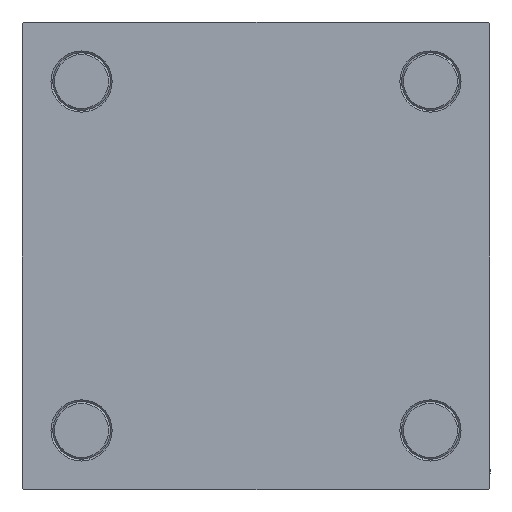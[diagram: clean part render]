
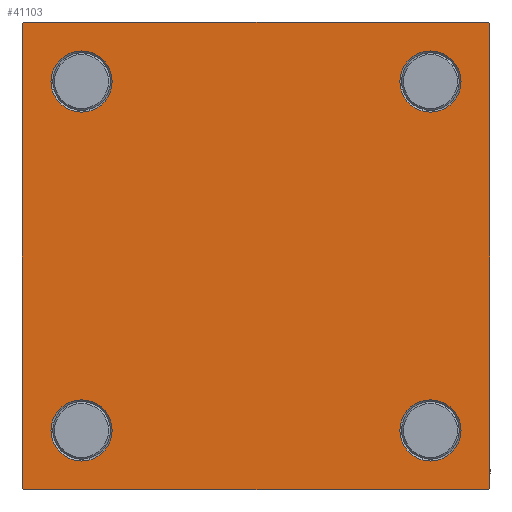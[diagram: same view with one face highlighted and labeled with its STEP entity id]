
A CAD part, left-side view. The second image highlights one B-rep face of the part: STEP entity #41103.
In plain terms, the highlighted planar face has unit normal (-1, 0, 0).
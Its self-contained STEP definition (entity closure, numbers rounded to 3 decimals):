
#782 = AXIS2_PLACEMENT_3D ( 'NONE', #36379, #28239, #43802 ) ;
#1055 = CARTESIAN_POINT ( 'NONE',  ( 0., 65., 65. ) ) ;
#1355 = VECTOR ( 'NONE', #9993, 1000. ) ;
#1572 = AXIS2_PLACEMENT_3D ( 'NONE', #32025, #28718, #28963 ) ;
#2072 = LINE ( 'NONE', #33158, #38587 ) ;
#2223 = FACE_OUTER_BOUND ( 'NONE', #26920, .T. ) ;
#2417 = CIRCLE ( 'NONE', #782, 8.5 ) ;
#2491 = AXIS2_PLACEMENT_3D ( 'NONE', #7841, #7095, #26227 ) ;
#2620 = EDGE_LOOP ( 'NONE', ( #9411, #44534 ) ) ;
#2804 = CIRCLE ( 'NONE', #31298, 8.5 ) ;
#3655 = CARTESIAN_POINT ( 'NONE',  ( 0., -65., -64.5 ) ) ;
#3798 = AXIS2_PLACEMENT_3D ( 'NONE', #43068, #46152, #42314 ) ;
#4472 = LINE ( 'NONE', #12389, #38032 ) ;
#4563 = VERTEX_POINT ( 'NONE', #23457 ) ;
#4578 = LINE ( 'NONE', #24475, #12944 ) ;
#4713 = CARTESIAN_POINT ( 'NONE',  ( 0., 64.5, 65. ) ) ;
#5349 = VERTEX_POINT ( 'NONE', #13315 ) ;
#6015 = CIRCLE ( 'NONE', #12552, 8.5 ) ;
#6452 = CARTESIAN_POINT ( 'NONE',  ( 0., 64.75, -64.75 ) ) ;
#6586 = VERTEX_POINT ( 'NONE', #12086 ) ;
#6730 = ORIENTED_EDGE ( 'NONE', *, *, #42586, .F. ) ;
#7095 = DIRECTION ( 'NONE',  ( 1., 0., 0. ) ) ;
#7574 = CARTESIAN_POINT ( 'NONE',  ( 0., 65., -64.5 ) ) ;
#7838 = AXIS2_PLACEMENT_3D ( 'NONE', #13242, #37174, #29035 ) ;
#7841 = CARTESIAN_POINT ( 'NONE',  ( 0., -48.45, -48.45 ) ) ;
#8218 = EDGE_CURVE ( 'NONE', #48772, #35854, #39006, .T. ) ;
#9049 = VERTEX_POINT ( 'NONE', #44480 ) ;
#9143 = ORIENTED_EDGE ( 'NONE', *, *, #47296, .T. ) ;
#9411 = ORIENTED_EDGE ( 'NONE', *, *, #29186, .T. ) ;
#9481 = LINE ( 'NONE', #45434, #1355 ) ;
#9795 = VERTEX_POINT ( 'NONE', #24106 ) ;
#9993 = DIRECTION ( 'NONE',  ( 0., 0., -1. ) ) ;
#10657 = EDGE_CURVE ( 'NONE', #4563, #10984, #6015, .T. ) ;
#10984 = VERTEX_POINT ( 'NONE', #34604 ) ;
#11016 = DIRECTION ( 'NONE',  ( 0., 0., 1. ) ) ;
#11247 = ORIENTED_EDGE ( 'NONE', *, *, #25989, .T. ) ;
#11551 = EDGE_LOOP ( 'NONE', ( #40961, #45819 ) ) ;
#12086 = CARTESIAN_POINT ( 'NONE',  ( 0., -65., 64.5 ) ) ;
#12336 = LINE ( 'NONE', #28131, #32404 ) ;
#12389 = CARTESIAN_POINT ( 'NONE',  ( 0., 65., -65. ) ) ;
#12552 = AXIS2_PLACEMENT_3D ( 'NONE', #23186, #31575, #50223 ) ;
#12944 = VECTOR ( 'NONE', #31360, 1000. ) ;
#13203 = FACE_BOUND ( 'NONE', #29342, .T. ) ;
#13242 = CARTESIAN_POINT ( 'NONE',  ( 0., -48.45, 48.45 ) ) ;
#13261 = ORIENTED_EDGE ( 'NONE', *, *, #15427, .T. ) ;
#13315 = CARTESIAN_POINT ( 'NONE',  ( 0., -48.45, -39.95 ) ) ;
#13452 = CARTESIAN_POINT ( 'NONE',  ( 0., 0., 0. ) ) ;
#13769 = EDGE_CURVE ( 'NONE', #6586, #27086, #2072, .T. ) ;
#15383 = CIRCLE ( 'NONE', #43069, 8.5 ) ;
#15427 = EDGE_CURVE ( 'NONE', #10984, #4563, #42850, .T. ) ;
#15516 = CARTESIAN_POINT ( 'NONE',  ( 0., -64.5, 65. ) ) ;
#15906 = CARTESIAN_POINT ( 'NONE',  ( 0., 48.45, 39.95 ) ) ;
#16097 = DIRECTION ( 'NONE',  ( 0., 0., -1. ) ) ;
#16165 = CARTESIAN_POINT ( 'NONE',  ( 0., 48.45, -56.95 ) ) ;
#16997 = EDGE_CURVE ( 'NONE', #36712, #29012, #33110, .T. ) ;
#17312 = VERTEX_POINT ( 'NONE', #7574 ) ;
#19531 = DIRECTION ( 'NONE',  ( 0., -1., 0. ) ) ;
#20228 = EDGE_CURVE ( 'NONE', #27587, #23895, #12336, .T. ) ;
#20923 = LINE ( 'NONE', #1055, #33097 ) ;
#21342 = FACE_BOUND ( 'NONE', #11551, .T. ) ;
#22488 = LINE ( 'NONE', #6452, #25850 ) ;
#23186 = CARTESIAN_POINT ( 'NONE',  ( 0., -48.45, 48.45 ) ) ;
#23457 = CARTESIAN_POINT ( 'NONE',  ( 0., -48.45, 39.95 ) ) ;
#23709 = CARTESIAN_POINT ( 'NONE',  ( 0., 48.45, -39.95 ) ) ;
#23895 = VERTEX_POINT ( 'NONE', #3655 ) ;
#24106 = CARTESIAN_POINT ( 'NONE',  ( 0., -48.45, -56.95 ) ) ;
#24475 = CARTESIAN_POINT ( 'NONE',  ( 0., 64.75, 64.75 ) ) ;
#25850 = VECTOR ( 'NONE', #41625, 1000. ) ;
#25989 = EDGE_CURVE ( 'NONE', #29825, #9049, #4578, .T. ) ;
#26227 = DIRECTION ( 'NONE',  ( 0., 0., 1. ) ) ;
#26352 = AXIS2_PLACEMENT_3D ( 'NONE', #13452, #28998, #40721 ) ;
#26387 = EDGE_CURVE ( 'NONE', #9795, #5349, #15383, .T. ) ;
#26920 = EDGE_LOOP ( 'NONE', ( #49732, #9143, #28498, #37752, #39062, #31348, #6730, #11247 ) ) ;
#27086 = VERTEX_POINT ( 'NONE', #15516 ) ;
#27178 = EDGE_CURVE ( 'NONE', #29012, #36712, #2417, .T. ) ;
#27520 = CARTESIAN_POINT ( 'NONE',  ( 0., 64.5, -65. ) ) ;
#27587 = VERTEX_POINT ( 'NONE', #45694 ) ;
#27880 = DIRECTION ( 'NONE',  ( 0., -0.707, 0.707 ) ) ;
#28131 = CARTESIAN_POINT ( 'NONE',  ( 0., -64.75, -64.75 ) ) ;
#28239 = DIRECTION ( 'NONE',  ( 1., 0., 0. ) ) ;
#28498 = ORIENTED_EDGE ( 'NONE', *, *, #45788, .T. ) ;
#28718 = DIRECTION ( 'NONE',  ( 1., 0., 0. ) ) ;
#28963 = DIRECTION ( 'NONE',  ( 0., 0., 1. ) ) ;
#28998 = DIRECTION ( 'NONE',  ( -1., 0., 0. ) ) ;
#29012 = VERTEX_POINT ( 'NONE', #23709 ) ;
#29035 = DIRECTION ( 'NONE',  ( 0., 0., 1. ) ) ;
#29186 = EDGE_CURVE ( 'NONE', #5349, #9795, #30984, .T. ) ;
#29342 = EDGE_LOOP ( 'NONE', ( #46901, #35733 ) ) ;
#29825 = VERTEX_POINT ( 'NONE', #4713 ) ;
#29937 = CARTESIAN_POINT ( 'NONE',  ( 0., -48.45, -48.45 ) ) ;
#30166 = ORIENTED_EDGE ( 'NONE', *, *, #10657, .T. ) ;
#30984 = CIRCLE ( 'NONE', #2491, 8.5 ) ;
#31298 = AXIS2_PLACEMENT_3D ( 'NONE', #39280, #45953, #11016 ) ;
#31348 = ORIENTED_EDGE ( 'NONE', *, *, #13769, .T. ) ;
#31360 = DIRECTION ( 'NONE',  ( 0., 0.707, -0.707 ) ) ;
#31575 = DIRECTION ( 'NONE',  ( 1., 0., 0. ) ) ;
#32025 = CARTESIAN_POINT ( 'NONE',  ( 0., 48.45, 48.45 ) ) ;
#32259 = CARTESIAN_POINT ( 'NONE',  ( 0., 48.45, 56.95 ) ) ;
#32404 = VECTOR ( 'NONE', #27880, 1000. ) ;
#32806 = FACE_BOUND ( 'NONE', #2620, .T. ) ;
#32873 = LINE ( 'NONE', #48448, #49221 ) ;
#33097 = VECTOR ( 'NONE', #16097, 1000. ) ;
#33110 = CIRCLE ( 'NONE', #3798, 8.5 ) ;
#33117 = DIRECTION ( 'NONE',  ( 0., -1., 0. ) ) ;
#33158 = CARTESIAN_POINT ( 'NONE',  ( 0., -64.75, 64.75 ) ) ;
#34263 = DIRECTION ( 'NONE',  ( 0., 0., 1. ) ) ;
#34604 = CARTESIAN_POINT ( 'NONE',  ( 0., -48.45, 56.95 ) ) ;
#34680 = DIRECTION ( 'NONE',  ( 0., 0.707, 0.707 ) ) ;
#35733 = ORIENTED_EDGE ( 'NONE', *, *, #42315, .T. ) ;
#35854 = VERTEX_POINT ( 'NONE', #15906 ) ;
#36145 = PLANE ( 'NONE',  #26352 ) ;
#36379 = CARTESIAN_POINT ( 'NONE',  ( 0., 48.45, -48.45 ) ) ;
#36712 = VERTEX_POINT ( 'NONE', #16165 ) ;
#37174 = DIRECTION ( 'NONE',  ( 1., 0., 0. ) ) ;
#37471 = VERTEX_POINT ( 'NONE', #27520 ) ;
#37752 = ORIENTED_EDGE ( 'NONE', *, *, #20228, .T. ) ;
#38032 = VECTOR ( 'NONE', #19531, 1000. ) ;
#38070 = DIRECTION ( 'NONE',  ( 1., 0., 0. ) ) ;
#38587 = VECTOR ( 'NONE', #34680, 1000. ) ;
#39006 = CIRCLE ( 'NONE', #1572, 8.5 ) ;
#39062 = ORIENTED_EDGE ( 'NONE', *, *, #44822, .F. ) ;
#39280 = CARTESIAN_POINT ( 'NONE',  ( 0., 48.45, 48.45 ) ) ;
#40721 = DIRECTION ( 'NONE',  ( 0., 0., 1. ) ) ;
#40961 = ORIENTED_EDGE ( 'NONE', *, *, #27178, .T. ) ;
#41103 = ADVANCED_FACE ( 'NONE', ( #48140, #32806, #21342, #13203, #2223 ), #36145, .T. ) ;
#41625 = DIRECTION ( 'NONE',  ( 0., -0.707, -0.707 ) ) ;
#42314 = DIRECTION ( 'NONE',  ( 0., 0., 1. ) ) ;
#42315 = EDGE_CURVE ( 'NONE', #35854, #48772, #2804, .T. ) ;
#42586 = EDGE_CURVE ( 'NONE', #29825, #27086, #32873, .T. ) ;
#42850 = CIRCLE ( 'NONE', #7838, 8.5 ) ;
#43068 = CARTESIAN_POINT ( 'NONE',  ( 0., 48.45, -48.45 ) ) ;
#43069 = AXIS2_PLACEMENT_3D ( 'NONE', #29937, #38070, #34263 ) ;
#43802 = DIRECTION ( 'NONE',  ( 0., 0., 1. ) ) ;
#44480 = CARTESIAN_POINT ( 'NONE',  ( 0., 65., 64.5 ) ) ;
#44534 = ORIENTED_EDGE ( 'NONE', *, *, #26387, .T. ) ;
#44822 = EDGE_CURVE ( 'NONE', #6586, #23895, #9481, .T. ) ;
#45434 = CARTESIAN_POINT ( 'NONE',  ( 0., -65., 65. ) ) ;
#45694 = CARTESIAN_POINT ( 'NONE',  ( 0., -64.5, -65. ) ) ;
#45788 = EDGE_CURVE ( 'NONE', #37471, #27587, #4472, .T. ) ;
#45819 = ORIENTED_EDGE ( 'NONE', *, *, #16997, .T. ) ;
#45953 = DIRECTION ( 'NONE',  ( 1., 0., 0. ) ) ;
#46152 = DIRECTION ( 'NONE',  ( 1., 0., 0. ) ) ;
#46901 = ORIENTED_EDGE ( 'NONE', *, *, #8218, .T. ) ;
#47296 = EDGE_CURVE ( 'NONE', #17312, #37471, #22488, .T. ) ;
#48140 = FACE_BOUND ( 'NONE', #48387, .T. ) ;
#48387 = EDGE_LOOP ( 'NONE', ( #13261, #30166 ) ) ;
#48448 = CARTESIAN_POINT ( 'NONE',  ( 0., 65., 65. ) ) ;
#48772 = VERTEX_POINT ( 'NONE', #32259 ) ;
#49208 = EDGE_CURVE ( 'NONE', #9049, #17312, #20923, .T. ) ;
#49221 = VECTOR ( 'NONE', #33117, 1000. ) ;
#49732 = ORIENTED_EDGE ( 'NONE', *, *, #49208, .T. ) ;
#50223 = DIRECTION ( 'NONE',  ( 0., 0., 1. ) ) ;
